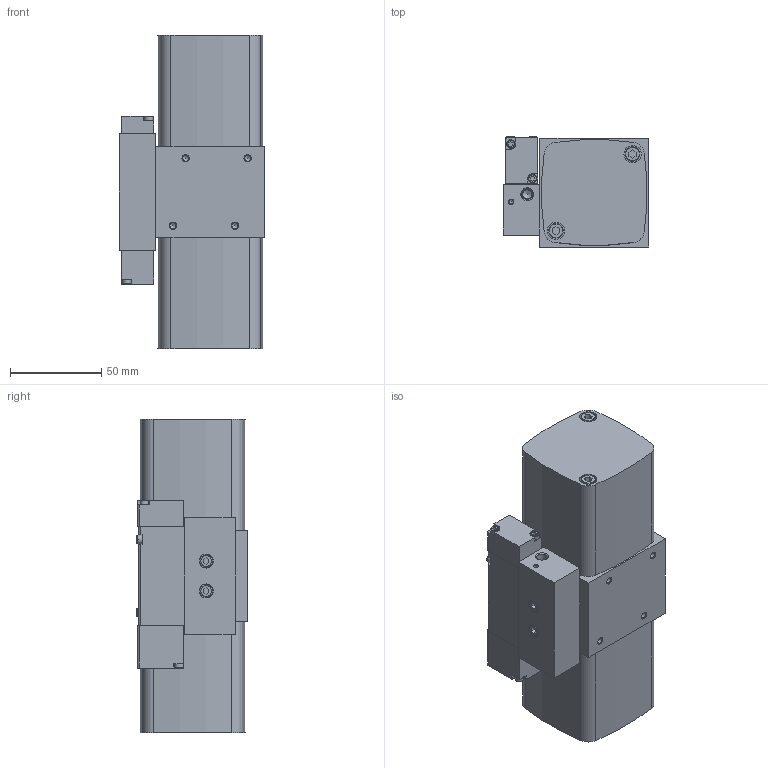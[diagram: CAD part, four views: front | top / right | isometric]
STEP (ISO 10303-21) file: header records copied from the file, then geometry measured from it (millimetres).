
FILE_DESCRIPTION(/* description */ ('STEP AP214'),/* implementation_level */ '2;1');
FILE_NAME(/* name */ '549396_DPA-40-D',/* time_stamp */ '2024-08-20T19:18:49+02:00',/* author */ ('License CC BY-ND 4.0'),/* organization */ ('CADENAS'),/* preprocessor_version */ 'ST-DEVELOPER v19.3',/* originating_system */ 'PARTsolutions',/* authorisation */ ' ');
FILE_SCHEMA (('AUTOMOTIVE_DESIGN {1 0 10303 214 3 1 1}'));
Length unit declared in the file: millimetre
Products named in the file (7): 549396 DPA-40-D; 549396 DPA-40-D-m; 549396 DPA-40-D 1-m; 549396 DPA-40-D 7-m; 549396 DPA-40-D 8-m; 549396 DPA-40-D 3-m; 549396 DPA-40-D 2-m
Assembly tree (7 placements, depth 2):
  549396 DPA-40-D
    549396 DPA-40-D-m
    549396 DPA-40-D 1-m  x2
    549396 DPA-40-D 7-m
    549396 DPA-40-D 8-m
    549396 DPA-40-D 3-m
    549396 DPA-40-D 2-m
Bounding box: 79.6 x 60.4 x 172 mm (x, y, z)
Volume: 630113.4 mm3; surface area: 81308.7 mm2
Topology: 7 solids, 7 shells, 293 faces, 700 edges, 454 vertices
Faces by surface type: plane 177, cylinder 70, cone 32, torus 14
Full cylindrical faces by diameter (mm): 2.459 x4, 3 x3, 3.242 x4, 4 x1, 4.6 x4, 4.8 x4, 5 x2, 5.917 x2, 7 x2, 7.7 x2, 8 x4, 8.566 x2, 9.5 x4, 11.445 x2
Entity records: 7136 total; most frequent: CARTESIAN_POINT 1209, DIRECTION 1200, ORIENTED_EDGE 1050, EDGE_CURVE 525, AXIS2_PLACEMENT_3D 416, VERTEX_POINT 393, FACE_BOUND 374, LINE 368
